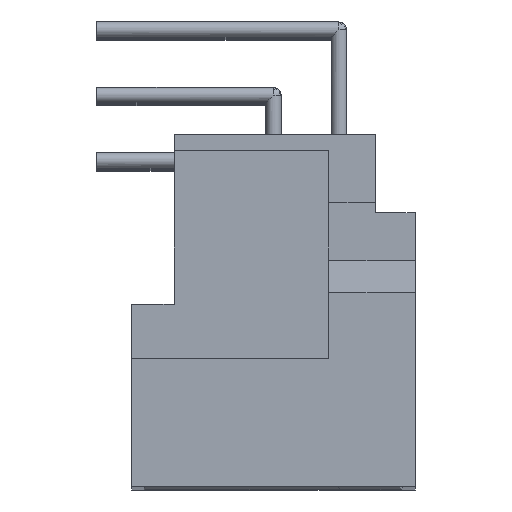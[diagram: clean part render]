
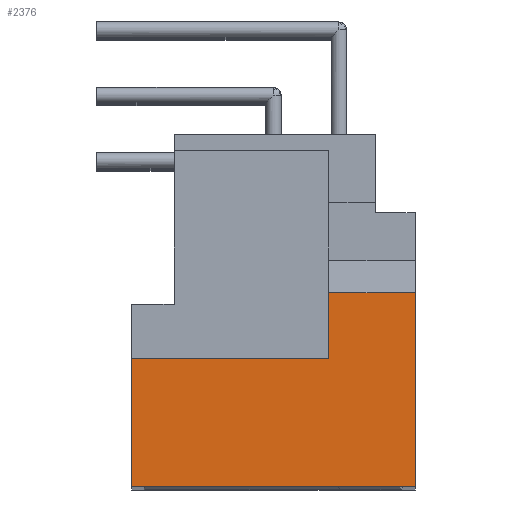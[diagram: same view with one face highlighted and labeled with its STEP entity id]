
A CAD part, top view. The second image highlights one B-rep face of the part: STEP entity #2376.
In plain terms, the highlighted planar face has unit normal (0, 0, 1).
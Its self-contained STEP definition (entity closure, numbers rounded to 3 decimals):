
#490=LINE('',#12873,#674);
#493=LINE('',#12880,#677);
#560=LINE('',#13169,#744);
#562=LINE('',#13173,#746);
#564=LINE('',#13177,#748);
#565=LINE('',#13179,#749);
#674=VECTOR('',#10076,1.);
#677=VECTOR('',#10081,1.);
#744=VECTOR('',#10284,1.);
#746=VECTOR('',#10288,1.);
#748=VECTOR('',#10292,1.);
#749=VECTOR('',#10293,1.);
#2376=ADVANCED_FACE('',(#2898),#2601,.T.);
#2601=PLANE('',#8211);
#2898=FACE_OUTER_BOUND('',#3744,.T.);
#3744=EDGE_LOOP('',(#5045,#5046,#5047,#5048,#5049,#5050));
#5045=ORIENTED_EDGE('',*,*,#6592,.T.);
#5046=ORIENTED_EDGE('',*,*,#6590,.F.);
#5047=ORIENTED_EDGE('',*,*,#6490,.F.);
#5048=ORIENTED_EDGE('',*,*,#6493,.F.);
#5049=ORIENTED_EDGE('',*,*,#6594,.T.);
#5050=ORIENTED_EDGE('',*,*,#6595,.T.);
#5819=VERTEX_POINT('',#12872);
#5820=VERTEX_POINT('',#12874);
#5822=VERTEX_POINT('',#12879);
#5893=VERTEX_POINT('',#13170);
#5894=VERTEX_POINT('',#13174);
#5895=VERTEX_POINT('',#13178);
#6490=EDGE_CURVE('',#5819,#5820,#490,.T.);
#6493=EDGE_CURVE('',#5822,#5819,#493,.T.);
#6590=EDGE_CURVE('',#5820,#5893,#560,.T.);
#6592=EDGE_CURVE('',#5894,#5893,#562,.T.);
#6594=EDGE_CURVE('',#5822,#5895,#564,.T.);
#6595=EDGE_CURVE('',#5895,#5894,#565,.T.);
#8211=AXIS2_PLACEMENT_3D('',#13180,#10294,#10295);
#10076=DIRECTION('',(-1.,0.,0.));
#10081=DIRECTION('',(0.,-1.,0.));
#10284=DIRECTION('',(0.,1.,0.));
#10288=DIRECTION('',(-1.,0.,0.));
#10292=DIRECTION('',(-1.,0.,0.));
#10293=DIRECTION('',(0.,-1.,0.));
#10294=DIRECTION('',(0.,0.,1.));
#10295=DIRECTION('',(1.,0.,0.));
#12872=CARTESIAN_POINT('',(5.5,0.,87.5));
#12873=CARTESIAN_POINT('',(5.5,0.,87.5));
#12874=CARTESIAN_POINT('',(-5.5,0.,87.5));
#12879=CARTESIAN_POINT('',(5.5,7.502,87.5));
#12880=CARTESIAN_POINT('',(5.5,7.502,87.5));
#13169=CARTESIAN_POINT('',(-5.5,0.,87.5));
#13170=CARTESIAN_POINT('',(-5.5,4.95,87.5));
#13173=CARTESIAN_POINT('',(2.15,4.95,87.5));
#13174=CARTESIAN_POINT('',(2.15,4.95,87.5));
#13177=CARTESIAN_POINT('',(5.5,7.502,87.5));
#13178=CARTESIAN_POINT('',(2.15,7.502,87.5));
#13179=CARTESIAN_POINT('',(2.15,7.502,87.5));
#13180=CARTESIAN_POINT('',(-6.05,-0.55,87.5));
